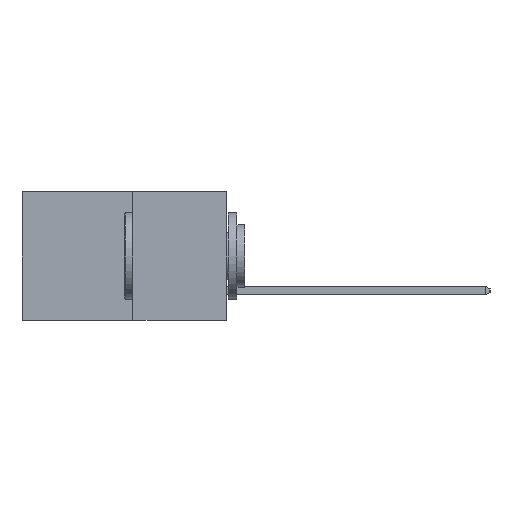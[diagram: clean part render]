
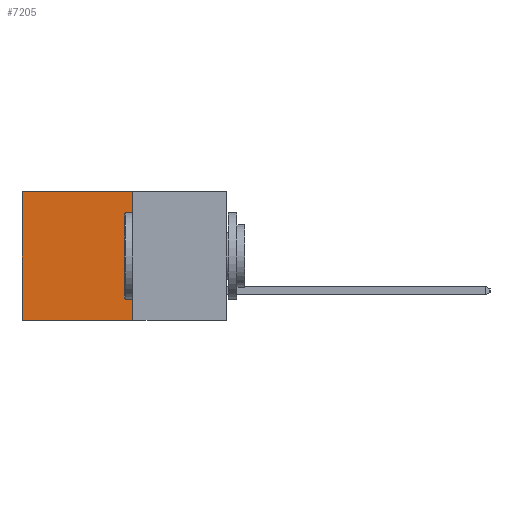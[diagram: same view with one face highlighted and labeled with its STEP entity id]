
A CAD part, left-side view. The second image highlights one B-rep face of the part: STEP entity #7205.
In plain terms, the highlighted planar face has unit normal (-1, 0, 0).
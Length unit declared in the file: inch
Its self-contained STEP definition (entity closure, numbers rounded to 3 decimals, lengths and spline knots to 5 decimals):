
#496 = LINE ( 'NONE', #6154, #8694 ) ;
#1045 = ORIENTED_EDGE ( 'NONE', *, *, #2230, .F. ) ;
#1054 = ORIENTED_EDGE ( 'NONE', *, *, #8499, .T. ) ;
#1106 = DIRECTION ( 'NONE',  ( 0., 0., -1. ) ) ;
#1306 = VERTEX_POINT ( 'NONE', #8707 ) ;
#1442 = VERTEX_POINT ( 'NONE', #4204 ) ;
#1986 = DIRECTION ( 'NONE',  ( 0., 0., -1. ) ) ;
#1999 = DIRECTION ( 'NONE',  ( 1., 0., 0. ) ) ;
#2077 = CARTESIAN_POINT ( 'NONE',  ( 0.277, 0.27, -0.37 ) ) ;
#2111 = PLANE ( 'NONE',  #9232 ) ;
#2196 = FACE_OUTER_BOUND ( 'NONE', #5793, .T. ) ;
#2230 = EDGE_CURVE ( 'NONE', #1306, #8700, #8790, .T. ) ;
#3548 = EDGE_CURVE ( 'NONE', #1442, #6115, #7557, .T. ) ;
#4204 = CARTESIAN_POINT ( 'NONE',  ( 0.277, 0.59, 0. ) ) ;
#4287 = DIRECTION ( 'NONE',  ( 0., 1., 0. ) ) ;
#4351 = CARTESIAN_POINT ( 'NONE',  ( 0.277, 0.27, -0.37 ) ) ;
#4414 = CARTESIAN_POINT ( 'NONE',  ( 0.277, 0.27, -0.37 ) ) ;
#4834 = LINE ( 'NONE', #4351, #6672 ) ;
#5574 = VECTOR ( 'NONE', #1106, 39.37008 ) ;
#5645 = ORIENTED_EDGE ( 'NONE', *, *, #3548, .T. ) ;
#5793 = EDGE_LOOP ( 'NONE', ( #5645, #6360, #1045, #1054 ) ) ;
#6115 = VERTEX_POINT ( 'NONE', #8580 ) ;
#6154 = CARTESIAN_POINT ( 'NONE',  ( 0.277, 0.27, 0. ) ) ;
#6360 = ORIENTED_EDGE ( 'NONE', *, *, #8706, .F. ) ;
#6383 = DIRECTION ( 'NONE',  ( 0., 1., 0. ) ) ;
#6672 = VECTOR ( 'NONE', #4287, 39.37008 ) ;
#6869 = VECTOR ( 'NONE', #8577, 39.37008 ) ;
#7205 = ADVANCED_FACE ( 'NONE', ( #2196 ), #2111, .F. ) ;
#7557 = LINE ( 'NONE', #8285, #5574 ) ;
#8285 = CARTESIAN_POINT ( 'NONE',  ( 0.277, 0.59, -0.37 ) ) ;
#8499 = EDGE_CURVE ( 'NONE', #1306, #1442, #496, .T. ) ;
#8577 = DIRECTION ( 'NONE',  ( 0., 0., -1. ) ) ;
#8580 = CARTESIAN_POINT ( 'NONE',  ( 0.277, 0.59, -0.37 ) ) ;
#8694 = VECTOR ( 'NONE', #6383, 39.37008 ) ;
#8700 = VERTEX_POINT ( 'NONE', #4414 ) ;
#8706 = EDGE_CURVE ( 'NONE', #8700, #6115, #4834, .T. ) ;
#8707 = CARTESIAN_POINT ( 'NONE',  ( 0.277, 0.27, 0. ) ) ;
#8790 = LINE ( 'NONE', #8950, #6869 ) ;
#8950 = CARTESIAN_POINT ( 'NONE',  ( 0.277, 0.27, -0.37 ) ) ;
#9232 = AXIS2_PLACEMENT_3D ( 'NONE', #2077, #1999, #1986 ) ;
